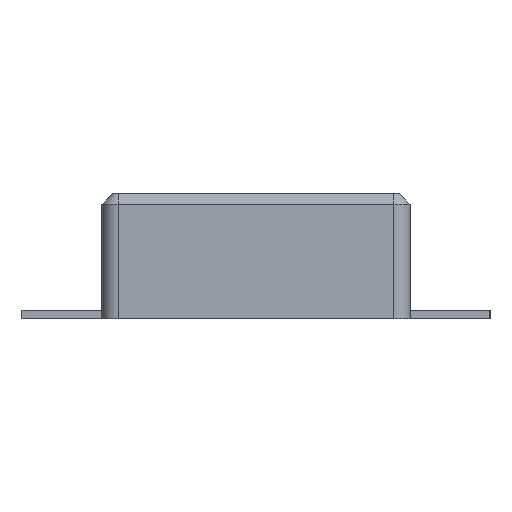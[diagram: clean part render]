
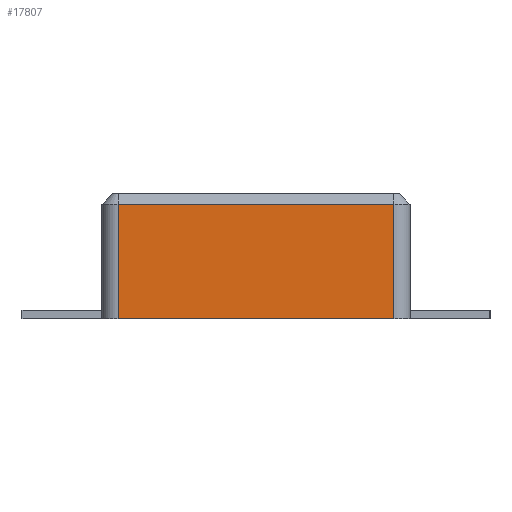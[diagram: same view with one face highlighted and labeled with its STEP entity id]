
A CAD part, left-side view. The second image highlights one B-rep face of the part: STEP entity #17807.
In plain terms, the highlighted planar face has unit normal (-1, 0, 0).
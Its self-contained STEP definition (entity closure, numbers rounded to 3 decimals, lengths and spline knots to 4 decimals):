
#8258 = VERTEX_POINT('',#8259);
#8259 = CARTESIAN_POINT('',(-10.725,1.265,0.));
#8266 = EDGE_CURVE('',#8258,#8267,#8269,.T.);
#8267 = VERTEX_POINT('',#8268);
#8268 = CARTESIAN_POINT('',(-10.725,1.265,1.05));
#8269 = LINE('',#8270,#8271);
#8270 = CARTESIAN_POINT('',(-10.725,1.265,0.));
#8271 = VECTOR('',#8272,1.);
#8272 = DIRECTION('',(0.,0.,1.));
#8292 = VERTEX_POINT('',#8293);
#8293 = CARTESIAN_POINT('',(-10.725,-1.265,0.));
#8300 = EDGE_CURVE('',#8258,#8292,#8301,.T.);
#8301 = LINE('',#8302,#8303);
#8302 = CARTESIAN_POINT('',(-10.725,1.415,0.));
#8303 = VECTOR('',#8304,1.);
#8304 = DIRECTION('',(0.,-1.,0.));
#17807 = ADVANCED_FACE('',(#17808),#17826,.F.);
#17808 = FACE_BOUND('',#17809,.F.);
#17809 = EDGE_LOOP('',(#17810,#17811,#17819,#17825));
#17810 = ORIENTED_EDGE('',*,*,#8266,.T.);
#17811 = ORIENTED_EDGE('',*,*,#17812,.T.);
#17812 = EDGE_CURVE('',#8267,#17813,#17815,.T.);
#17813 = VERTEX_POINT('',#17814);
#17814 = CARTESIAN_POINT('',(-10.725,-1.265,1.05));
#17815 = LINE('',#17816,#17817);
#17816 = CARTESIAN_POINT('',(-10.725,1.265,1.05));
#17817 = VECTOR('',#17818,1.);
#17818 = DIRECTION('',(0.,-1.,0.));
#17819 = ORIENTED_EDGE('',*,*,#17820,.F.);
#17820 = EDGE_CURVE('',#8292,#17813,#17821,.T.);
#17821 = LINE('',#17822,#17823);
#17822 = CARTESIAN_POINT('',(-10.725,-1.265,0.));
#17823 = VECTOR('',#17824,1.);
#17824 = DIRECTION('',(0.,0.,1.));
#17825 = ORIENTED_EDGE('',*,*,#8300,.F.);
#17826 = PLANE('',#17827);
#17827 = AXIS2_PLACEMENT_3D('',#17828,#17829,#17830);
#17828 = CARTESIAN_POINT('',(-10.725,1.415,0.));
#17829 = DIRECTION('',(1.,0.,0.));
#17830 = DIRECTION('',(0.,-1.,0.));
